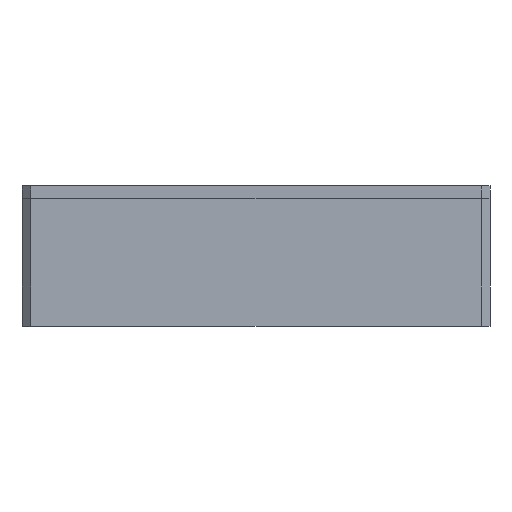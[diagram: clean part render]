
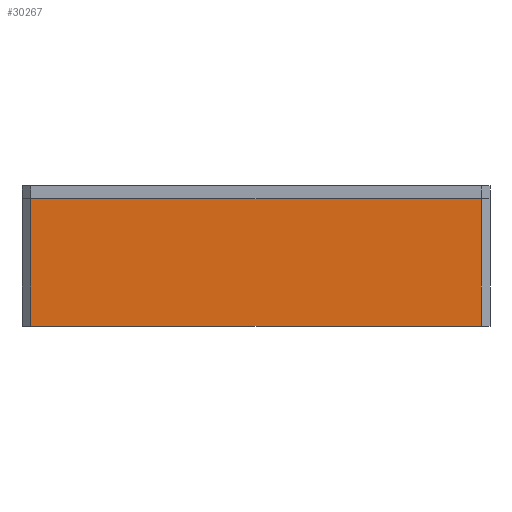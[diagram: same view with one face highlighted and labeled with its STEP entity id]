
A CAD part, front view. The second image highlights one B-rep face of the part: STEP entity #30267.
In plain terms, the highlighted planar face has unit normal (0, -1, 0).
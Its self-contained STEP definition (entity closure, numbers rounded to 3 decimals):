
#99 = FACE_OUTER_BOUND ( 'NONE', #9776, .T. ) ;
#5127 = LINE ( 'NONE', #32786, #6909 ) ;
#5680 = DIRECTION ( 'NONE',  ( 1., 0., 0. ) ) ;
#5955 = DIRECTION ( 'NONE',  ( 0., 1., 0. ) ) ;
#6498 = DIRECTION ( 'NONE',  ( 1., 0., 0. ) ) ;
#6909 = VECTOR ( 'NONE', #29391, 1000. ) ;
#8718 = VERTEX_POINT ( 'NONE', #10369 ) ;
#9425 = VECTOR ( 'NONE', #5680, 1000. ) ;
#9776 = EDGE_LOOP ( 'NONE', ( #34949, #16623, #13084, #22495 ) ) ;
#10369 = CARTESIAN_POINT ( 'NONE',  ( 1., -45., 15. ) ) ;
#11049 = DIRECTION ( 'NONE',  ( 0., 0., 1. ) ) ;
#11373 = PLANE ( 'NONE',  #27593 ) ;
#11419 = EDGE_CURVE ( 'NONE', #26154, #34693, #34965, .T. ) ;
#13072 = CARTESIAN_POINT ( 'NONE',  ( 54., -45., 0. ) ) ;
#13084 = ORIENTED_EDGE ( 'NONE', *, *, #11419, .T. ) ;
#15786 = VECTOR ( 'NONE', #6498, 1000. ) ;
#16087 = LINE ( 'NONE', #27749, #30035 ) ;
#16623 = ORIENTED_EDGE ( 'NONE', *, *, #31228, .T. ) ;
#16948 = DIRECTION ( 'NONE',  ( 1., 0., 0. ) ) ;
#19481 = CARTESIAN_POINT ( 'NONE',  ( 54., -45., 15. ) ) ;
#21806 = VERTEX_POINT ( 'NONE', #19481 ) ;
#22495 = ORIENTED_EDGE ( 'NONE', *, *, #33808, .T. ) ;
#24754 = CARTESIAN_POINT ( 'NONE',  ( 0., -45., 0. ) ) ;
#25306 = EDGE_CURVE ( 'NONE', #8718, #21806, #25921, .T. ) ;
#25921 = LINE ( 'NONE', #31109, #15786 ) ;
#26154 = VERTEX_POINT ( 'NONE', #26355 ) ;
#26355 = CARTESIAN_POINT ( 'NONE',  ( 1., -45., 0. ) ) ;
#27593 = AXIS2_PLACEMENT_3D ( 'NONE', #33266, #5955, #16948 ) ;
#27749 = CARTESIAN_POINT ( 'NONE',  ( 54., -45., 15. ) ) ;
#29391 = DIRECTION ( 'NONE',  ( 0., 0., -1. ) ) ;
#30035 = VECTOR ( 'NONE', #11049, 1000. ) ;
#30267 = ADVANCED_FACE ( 'NONE', ( #99 ), #11373, .F. ) ;
#31109 = CARTESIAN_POINT ( 'NONE',  ( 0., -45., 15. ) ) ;
#31228 = EDGE_CURVE ( 'NONE', #8718, #26154, #5127, .T. ) ;
#32786 = CARTESIAN_POINT ( 'NONE',  ( 1., -45., 15. ) ) ;
#33266 = CARTESIAN_POINT ( 'NONE',  ( 0., -45., 15. ) ) ;
#33808 = EDGE_CURVE ( 'NONE', #34693, #21806, #16087, .T. ) ;
#34693 = VERTEX_POINT ( 'NONE', #13072 ) ;
#34949 = ORIENTED_EDGE ( 'NONE', *, *, #25306, .F. ) ;
#34965 = LINE ( 'NONE', #24754, #9425 ) ;
